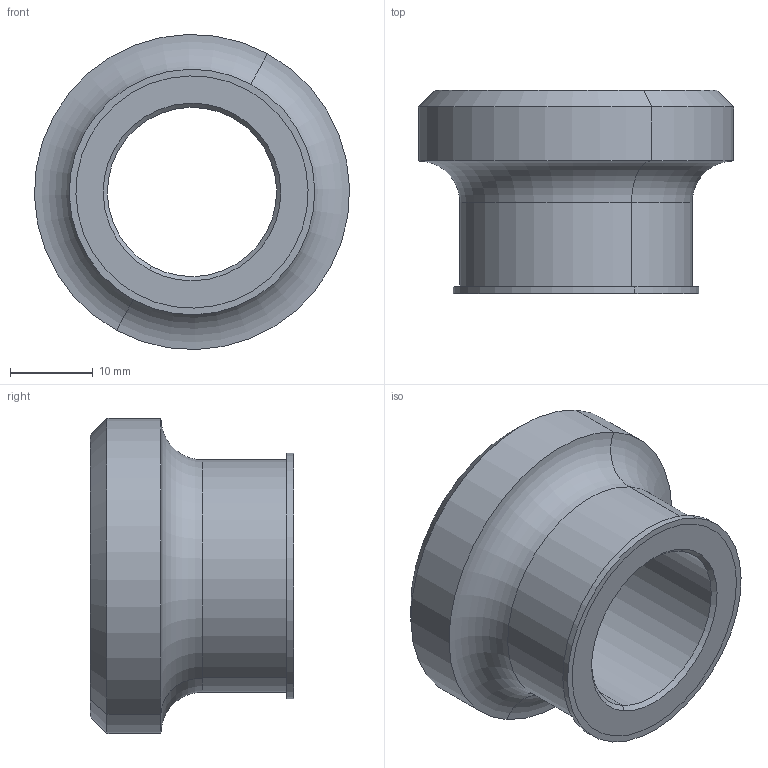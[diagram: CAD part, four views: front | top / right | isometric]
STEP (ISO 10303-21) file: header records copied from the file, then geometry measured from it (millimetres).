
FILE_DESCRIPTION(('CATIA V5 STEP Exchange'),'2;1');
FILE_NAME('Entretoise arr droite.stp','2021-02-25T21:24:02+00:00',('none'),('none'),'CATIA Version 5 Release 20 GA (IN-10)','CATIA V5 STEP AP203','none');
FILE_SCHEMA(('CONFIG_CONTROL_DESIGN'));
Length unit declared in the file: millimetre
Products named in the file (1): Entretoise arr droite
Bounding box: 37.99 x 24.5 x 37.99 mm (x, y, z)
Volume: 11676.6 mm3; surface area: 5344.6 mm2
Topology: 1 solids, 1 shells, 20 faces, 40 edges, 24 vertices
Faces by surface type: cylinder 8, cone 6, plane 4, torus 2
Entity records: 521 total; most frequent: CARTESIAN_POINT 80, ORIENTED_EDGE 80, DIRECTION 70, AXIS2_PLACEMENT_3D 42, EDGE_CURVE 40, CIRCLE 26, EDGE_LOOP 24, VERTEX_POINT 24
